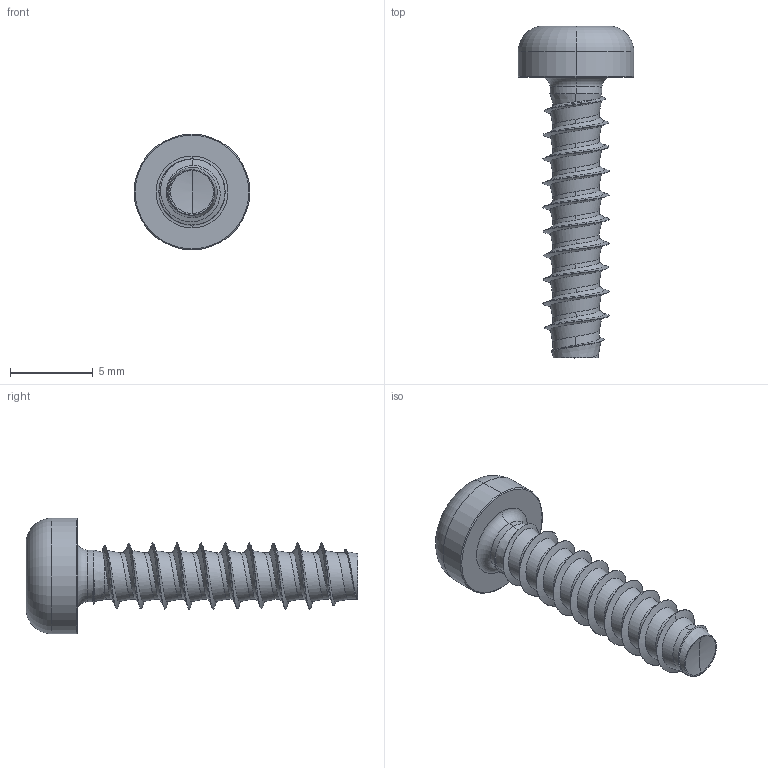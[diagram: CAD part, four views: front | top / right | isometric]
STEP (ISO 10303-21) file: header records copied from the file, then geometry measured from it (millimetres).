
FILE_DESCRIPTION (( 'STEP AP203' ), '1' );
FILE_NAME ('STP420400170.STEP', '2019-05-15T19:41:16', ( '' ), ( '' ), 'SwSTEP 2.0', 'SolidWorks 2015', '' );
FILE_SCHEMA (( 'CONFIG_CONTROL_DESIGN' ));
Length unit declared in the file: millimetre
Products named in the file (2): STP420400170
Bounding box: 7 x 20.09 x 7 mm (x, y, z)
Volume: 217.6 mm3; surface area: 400.7 mm2
Topology: 1 solids, 1 shells, 108 faces, 265 edges, 161 vertices
Faces by surface type: cylinder 48, bspline 35, cone 10, torus 10, plane 3, sphere 2
Entity records: 22012 total; most frequent: CARTESIAN_POINT 19694, ORIENTED_EDGE 530, DIRECTION 348, EDGE_CURVE 265, VERTEX_POINT 161, AXIS2_PLACEMENT_3D 143, B_SPLINE_CURVE_WITH_KNOTS 113, EDGE_LOOP 110
